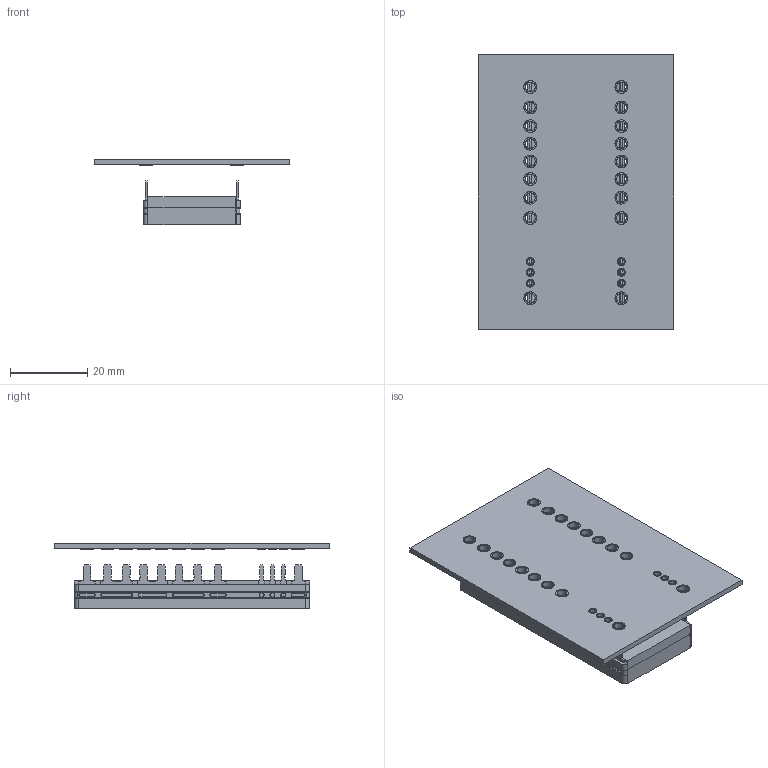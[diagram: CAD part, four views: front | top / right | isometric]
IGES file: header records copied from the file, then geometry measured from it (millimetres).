
Start section: SolidWorks IGES file using analytic representation for surfaces
Global section: file name: 40282-def2.IGS; native system: SolidWorks 2012; preprocessor: SolidWorks 2012; author: RHickey; date: 140829.113559; units: millimetre
Bounding box: 50.61 x 71.12 x 17.08 mm (x, y, z)
Surface area: 13613.2 mm2 (no closed solid volume)
Topology: 0 solids, 0 shells, 1366 faces, 13958 edges, 13958 vertices
Faces by surface type: bspline 1118, revolution 248
